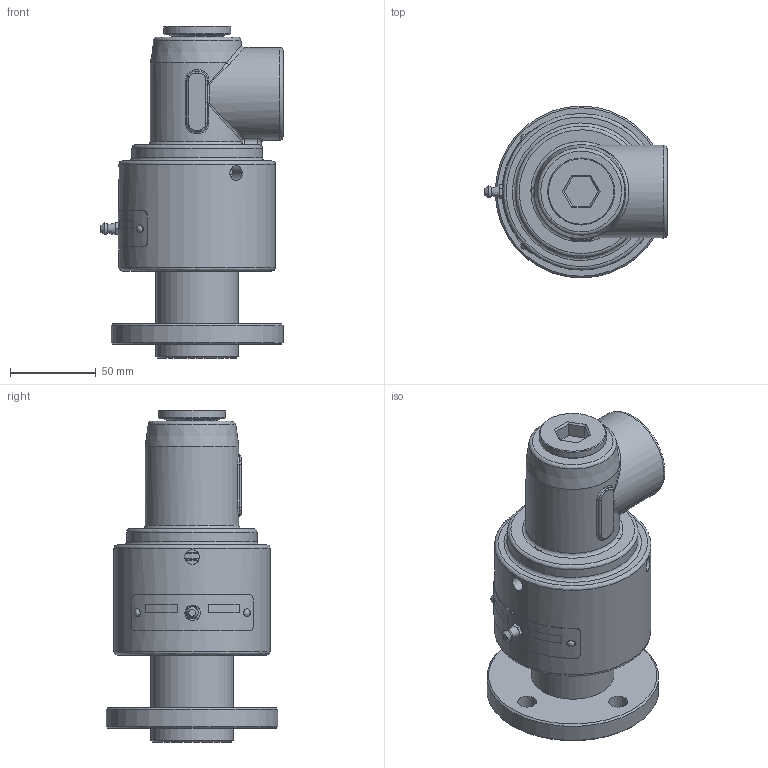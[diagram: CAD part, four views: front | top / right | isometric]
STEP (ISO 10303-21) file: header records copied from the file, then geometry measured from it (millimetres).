
FILE_DESCRIPTION (( 'STEP AP214' ), '1' );
FILE_NAME ('TUR-GRF32.STEP', '2016-08-22T12:36:33', ( '' ), ( '' ), 'SwSTEP 2.0', 'SolidWorks 2016', '' );
FILE_SCHEMA (( 'AUTOMOTIVE_DESIGN' ));
Length unit declared in the file: millimetre
Products named in the file (1): TUR-GRF32
Bounding box: 106.02 x 100 x 193.1 mm (x, y, z)
Surface area: 127721 mm2 (no closed solid volume)
Topology: 0 solids, 3 shells, 327 faces, 785 edges, 508 vertices
Faces by surface type: plane 127, cylinder 112, bspline 51, cone 36, torus 1
Full cylindrical faces by diameter (mm): 2.5 x5, 3 x3, 6 x1, 6.2 x3, 8.5 x4, 9 x1, 11 x4, 30.09 x1, 30.29 x1, 30.7 x1, 31.5 x1, 32 x2, 35 x1, 35.5 x1, 38 x1, 38.5 x2, 38.95 x1, 39 x1, 39.5 x1, 40.5 x1, 41 x1, 41.5 x2, 42.5 x1, 42.6 x1, 42.8 x1, 43 x1, 44.6 x1, 44.9 x1, 45 x1, 48 x2
Entity records: 17929 total; most frequent: CARTESIAN_POINT 8294, DIRECTION 1256, ORIENTED_EDGE 1199, EDGE_CURVE 601, AXIS2_PLACEMENT_3D 531, EDGE_LOOP 520, VERTEX_POINT 441, FACE_OUTER_BOUND 408
